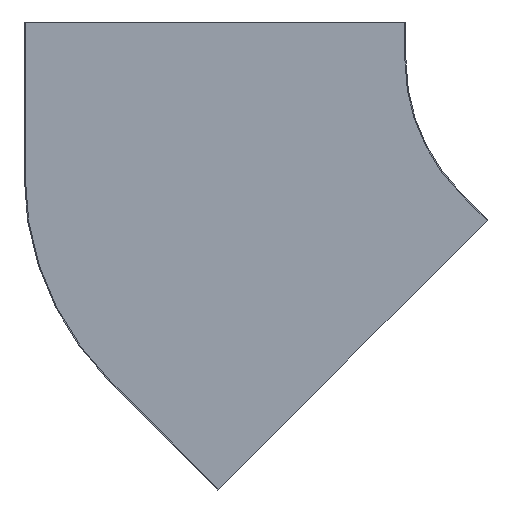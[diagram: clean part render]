
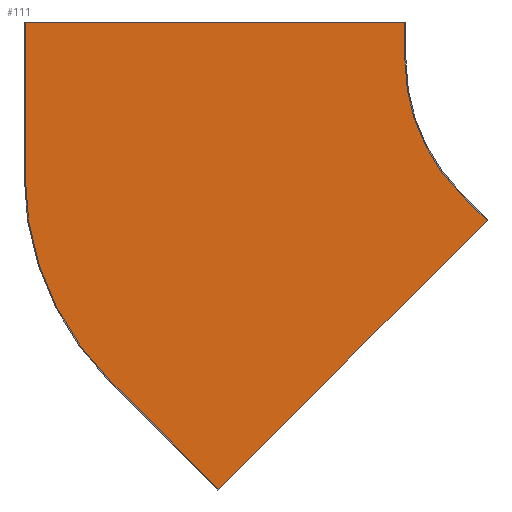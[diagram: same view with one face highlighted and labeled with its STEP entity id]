
A CAD part, front view. The second image highlights one B-rep face of the part: STEP entity #111.
In plain terms, the highlighted planar face has unit normal (0, -1, 0).
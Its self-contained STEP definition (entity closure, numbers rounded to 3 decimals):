
#16 = CARTESIAN_POINT ( 'NONE',  ( 150.2, 0., -121.541 ) ) ;
#22 = DIRECTION ( 'NONE',  ( 0., 0., -1. ) ) ;
#44 = CARTESIAN_POINT ( 'NONE',  ( 79., 0., -121.541 ) ) ;
#53 = DIRECTION ( 'NONE',  ( 0., 0., 1. ) ) ;
#54 = DIRECTION ( 'NONE',  ( 0., 1., 0. ) ) ;
#57 = PLANE ( 'NONE',  #222 ) ;
#111 = ADVANCED_FACE ( 'NONE', ( #320 ), #57, .F. ) ;
#129 = EDGE_LOOP ( 'NONE', ( #372, #378, #409, #386, #382, #390, #387, #394 ) ) ;
#159 = EDGE_CURVE ( 'NONE', #426, #281, #333, .T. ) ;
#194 = EDGE_CURVE ( 'NONE', #423, #290, #586, .T. ) ;
#202 = EDGE_CURVE ( 'NONE', #295, #284, #601, .T. ) ;
#204 = AXIS2_PLACEMENT_3D ( 'NONE', #457, #456, #486 ) ;
#205 = AXIS2_PLACEMENT_3D ( 'NONE', #500, #503, #502 ) ;
#221 = EDGE_CURVE ( 'NONE', #281, #295, #613, .T. ) ;
#222 = AXIS2_PLACEMENT_3D ( 'NONE', #44, #54, #53 ) ;
#226 = EDGE_CURVE ( 'NONE', #290, #301, #620, .T. ) ;
#231 = EDGE_CURVE ( 'NONE', #301, #426, #622, .T. ) ;
#238 = EDGE_CURVE ( 'NONE', #293, #423, #635, .T. ) ;
#240 = EDGE_CURVE ( 'NONE', #284, #293, #639, .T. ) ;
#281 = VERTEX_POINT ( 'NONE', #460 ) ;
#284 = VERTEX_POINT ( 'NONE', #556 ) ;
#290 = VERTEX_POINT ( 'NONE', #561 ) ;
#293 = VERTEX_POINT ( 'NONE', #565 ) ;
#295 = VERTEX_POINT ( 'NONE', #567 ) ;
#301 = VERTEX_POINT ( 'NONE', #574 ) ;
#320 = FACE_OUTER_BOUND ( 'NONE', #129, .T. ) ;
#333 = LINE ( 'NONE', #16, #335 ) ;
#335 = VECTOR ( 'NONE', #22, 1000. ) ;
#372 = ORIENTED_EDGE ( 'NONE', *, *, #159, .F. ) ;
#378 = ORIENTED_EDGE ( 'NONE', *, *, #231, .F. ) ;
#382 = ORIENTED_EDGE ( 'NONE', *, *, #238, .F. ) ;
#386 = ORIENTED_EDGE ( 'NONE', *, *, #194, .F. ) ;
#387 = ORIENTED_EDGE ( 'NONE', *, *, #202, .F. ) ;
#390 = ORIENTED_EDGE ( 'NONE', *, *, #240, .F. ) ;
#394 = ORIENTED_EDGE ( 'NONE', *, *, #221, .F. ) ;
#409 = ORIENTED_EDGE ( 'NONE', *, *, #226, .F. ) ;
#423 = VERTEX_POINT ( 'NONE', #519 ) ;
#426 = VERTEX_POINT ( 'NONE', #522 ) ;
#444 = CARTESIAN_POINT ( 'NONE',  ( 129.346, 0., -71.195 ) ) ;
#456 = DIRECTION ( 'NONE',  ( 0., -1., 0. ) ) ;
#457 = CARTESIAN_POINT ( 'NONE',  ( 300., 0., -30. ) ) ;
#460 = CARTESIAN_POINT ( 'NONE',  ( 150.2, 0., -30. ) ) ;
#465 = CARTESIAN_POINT ( 'NONE',  ( -151., 0., 0. ) ) ;
#468 = DIRECTION ( 'NONE',  ( 0., 0., 1. ) ) ;
#473 = DIRECTION ( 'NONE',  ( 1., 0., 0. ) ) ;
#486 = DIRECTION ( 'NONE',  ( 0., 0., 1. ) ) ;
#487 = CARTESIAN_POINT ( 'NONE',  ( -150.2, 0., -121.541 ) ) ;
#498 = DIRECTION ( 'NONE',  ( 0.707, 0., -0.707 ) ) ;
#500 = CARTESIAN_POINT ( 'NONE',  ( 79., 0., -121.541 ) ) ;
#502 = DIRECTION ( 'NONE',  ( 0., 0., 1. ) ) ;
#503 = DIRECTION ( 'NONE',  ( 0., 1., 0. ) ) ;
#519 = CARTESIAN_POINT ( 'NONE',  ( -83.069, 0., -283.61 ) ) ;
#522 = CARTESIAN_POINT ( 'NONE',  ( 150.2, 0., 0. ) ) ;
#545 = CARTESIAN_POINT ( 'NONE',  ( -83.069, 0., -283.61 ) ) ;
#547 = DIRECTION ( 'NONE',  ( -0.707, 0., 0.707 ) ) ;
#550 = CARTESIAN_POINT ( 'NONE',  ( 2.308, 0., -370.118 ) ) ;
#552 = DIRECTION ( 'NONE',  ( -0.707, 0., -0.707 ) ) ;
#556 = CARTESIAN_POINT ( 'NONE',  ( 215.289, 0., -157.138 ) ) ;
#561 = CARTESIAN_POINT ( 'NONE',  ( -150.2, 0., -121.541 ) ) ;
#565 = CARTESIAN_POINT ( 'NONE',  ( 2.874, 0., -369.553 ) ) ;
#567 = CARTESIAN_POINT ( 'NONE',  ( 194.075, 0., -135.925 ) ) ;
#574 = CARTESIAN_POINT ( 'NONE',  ( -150.2, 0., 0. ) ) ;
#586 = CIRCLE ( 'NONE', #205, 229.2 ) ;
#601 = LINE ( 'NONE', #444, #604 ) ;
#604 = VECTOR ( 'NONE', #498, 1000. ) ;
#613 = CIRCLE ( 'NONE', #204, 149.8 ) ;
#620 = LINE ( 'NONE', #487, #623 ) ;
#622 = LINE ( 'NONE', #465, #625 ) ;
#623 = VECTOR ( 'NONE', #468, 1000. ) ;
#625 = VECTOR ( 'NONE', #473, 1000. ) ;
#635 = LINE ( 'NONE', #545, #638 ) ;
#638 = VECTOR ( 'NONE', #547, 1000. ) ;
#639 = LINE ( 'NONE', #550, #641 ) ;
#641 = VECTOR ( 'NONE', #552, 1000. ) ;
